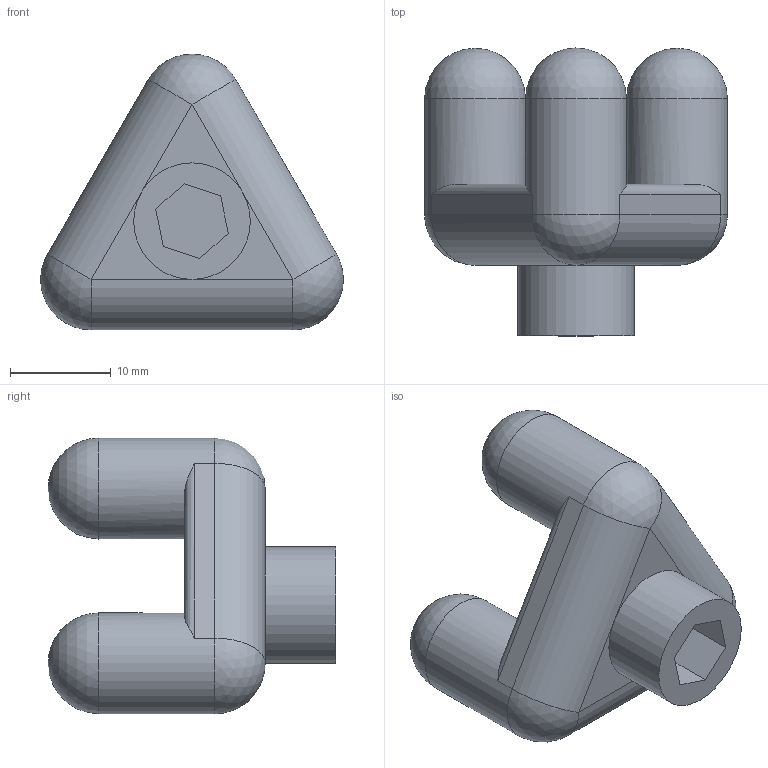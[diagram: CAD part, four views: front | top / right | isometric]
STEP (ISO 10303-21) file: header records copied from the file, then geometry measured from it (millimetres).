
FILE_DESCRIPTION(/* description */ (''),/* implementation_level */ '2;1');
FILE_NAME(/* name */ 'Probe_3.step',/* time_stamp */ '2024-03-25T17:05:49+10:00',/* author */ (''),/* organization */ (''),/* preprocessor_version */ 'ST-DEVELOPER v20',/* originating_system */ 'Autodesk Translation Framework v12.20.1.177',/* authorisation */ '');
FILE_SCHEMA (('AUTOMOTIVE_DESIGN { 1 0 10303 214 3 1 1 }'));
Length unit declared in the file: millimetre
Products named in the file (1): Probe_3
Bounding box: 30 x 28.5 x 27.32 mm (x, y, z)
Volume: 7210.3 mm3; surface area: 3055.9 mm2
Topology: 1 solids, 1 shells, 31 faces, 81 edges, 50 vertices
Faces by surface type: plane 15, cylinder 10, sphere 6
Full cylindrical faces by diameter (mm): 10 x3, 11.547 x1
Entity records: 991 total; most frequent: CARTESIAN_POINT 193, DIRECTION 163, ORIENTED_EDGE 156, EDGE_CURVE 78, AXIS2_PLACEMENT_3D 60, VERTEX_POINT 50, LINE 43, VECTOR 43
